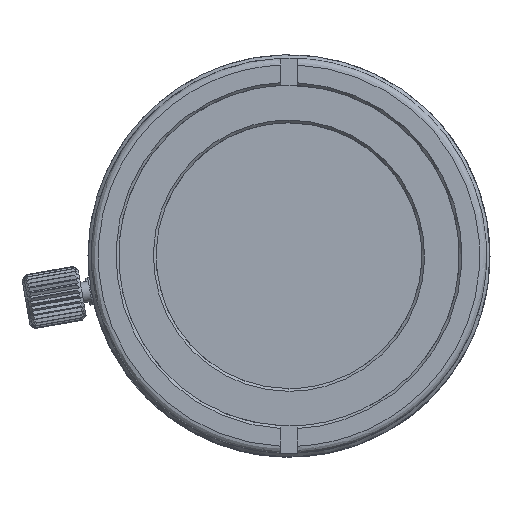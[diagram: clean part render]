
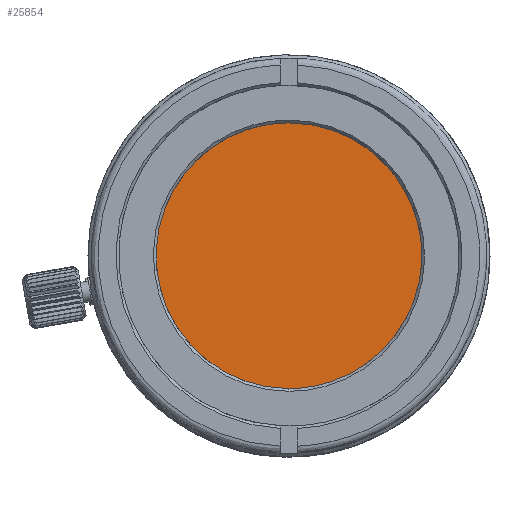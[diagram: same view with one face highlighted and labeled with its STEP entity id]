
A CAD part, top view. The second image highlights one B-rep face of the part: STEP entity #25854.
In plain terms, the highlighted free-form (B-spline) face has degree [1, 1] with [2, 2] control points.
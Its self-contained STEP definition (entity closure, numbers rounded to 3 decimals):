
#2173 = CARTESIAN_POINT ( 'NONE',  ( 10.171, 10.171, 22.539 ) ) ;
#4804 = VERTEX_POINT ( 'NONE', #39003 ) ;
#5017 = EDGE_CURVE ( 'NONE', #4804, #12908, #11610, .T. ) ;
#5931 = EDGE_CURVE ( 'NONE', #12908, #4804, #6594, .T. ) ;
#6594 =( BOUNDED_CURVE ( )  B_SPLINE_CURVE ( 3, ( #9393, #15473, #38330, #31412, #28052, #18186, #37702 ),
 .UNSPECIFIED., .F., .T. ) 
 B_SPLINE_CURVE_WITH_KNOTS ( ( 4, 3, 4 ),
 ( -4.712, -3.142, -1.571 ),
 .UNSPECIFIED. ) 
 CURVE ( )  GEOMETRIC_REPRESENTATION_ITEM ( )  RATIONAL_B_SPLINE_CURVE ( ( 1., 0.805, 0.805, 1., 0.805, 0.805, 1. ) ) 
 REPRESENTATION_ITEM ( '' )  );
#6850 = CARTESIAN_POINT ( 'NONE',  ( 20.1, 10.05, 22.539 ) ) ;
#9393 = CARTESIAN_POINT ( 'NONE',  ( 0., -10.05, 22.539 ) ) ;
#11610 =( BOUNDED_CURVE ( )  B_SPLINE_CURVE ( 3, ( #36014, #6850, #16715, #12721 ),
 .UNSPECIFIED., .F., .T. ) 
 B_SPLINE_CURVE_WITH_KNOTS ( ( 4, 4 ),
 ( -7.854, -4.712 ),
 .UNSPECIFIED. ) 
 CURVE ( )  GEOMETRIC_REPRESENTATION_ITEM ( )  RATIONAL_B_SPLINE_CURVE ( ( 1., 0.333, 0.333, 1. ) ) 
 REPRESENTATION_ITEM ( '' )  );
#11833 = CARTESIAN_POINT ( 'NONE',  ( -10.171, -10.171, 22.539 ) ) ;
#12721 = CARTESIAN_POINT ( 'NONE',  ( 0., -10.05, 22.539 ) ) ;
#12908 = VERTEX_POINT ( 'NONE', #19287 ) ;
#15473 = CARTESIAN_POINT ( 'NONE',  ( -5.887, -10.05, 22.539 ) ) ;
#15966 = EDGE_LOOP ( 'NONE', ( #22340, #36764 ) ) ;
#16715 = CARTESIAN_POINT ( 'NONE',  ( 20.1, -10.05, 22.539 ) ) ;
#18186 = CARTESIAN_POINT ( 'NONE',  ( -5.887, 10.05, 22.539 ) ) ;
#19287 = CARTESIAN_POINT ( 'NONE',  ( 0., -10.05, 22.539 ) ) ;
#22340 = ORIENTED_EDGE ( 'NONE', *, *, #5931, .F. ) ;
#24015 = CARTESIAN_POINT ( 'NONE',  ( 10.171, -10.171, 22.539 ) ) ;
#25854 = ADVANCED_FACE ( 'NONE', ( #30116 ), #34963, .F. ) ;
#28052 = CARTESIAN_POINT ( 'NONE',  ( -10.05, 5.887, 22.539 ) ) ;
#30116 = FACE_OUTER_BOUND ( 'NONE', #15966, .T. ) ;
#31412 = CARTESIAN_POINT ( 'NONE',  ( -10.05, 0., 22.539 ) ) ;
#34963 = B_SPLINE_SURFACE_WITH_KNOTS ( 'NONE', 1, 1, ( 
 ( #24015, #2173 ),
 ( #11833, #36820 ) ),
 .UNSPECIFIED., .F., .F., .F.,
 ( 2, 2 ),
 ( 2, 2 ),
 ( 0., 1. ),
 ( 0., 1. ),
 .UNSPECIFIED. ) ;
#36014 = CARTESIAN_POINT ( 'NONE',  ( 0., 10.05, 22.539 ) ) ;
#36764 = ORIENTED_EDGE ( 'NONE', *, *, #5017, .F. ) ;
#36820 = CARTESIAN_POINT ( 'NONE',  ( -10.171, 10.171, 22.539 ) ) ;
#37702 = CARTESIAN_POINT ( 'NONE',  ( 0., 10.05, 22.539 ) ) ;
#38330 = CARTESIAN_POINT ( 'NONE',  ( -10.05, -5.887, 22.539 ) ) ;
#39003 = CARTESIAN_POINT ( 'NONE',  ( 0., 10.05, 22.539 ) ) ;
